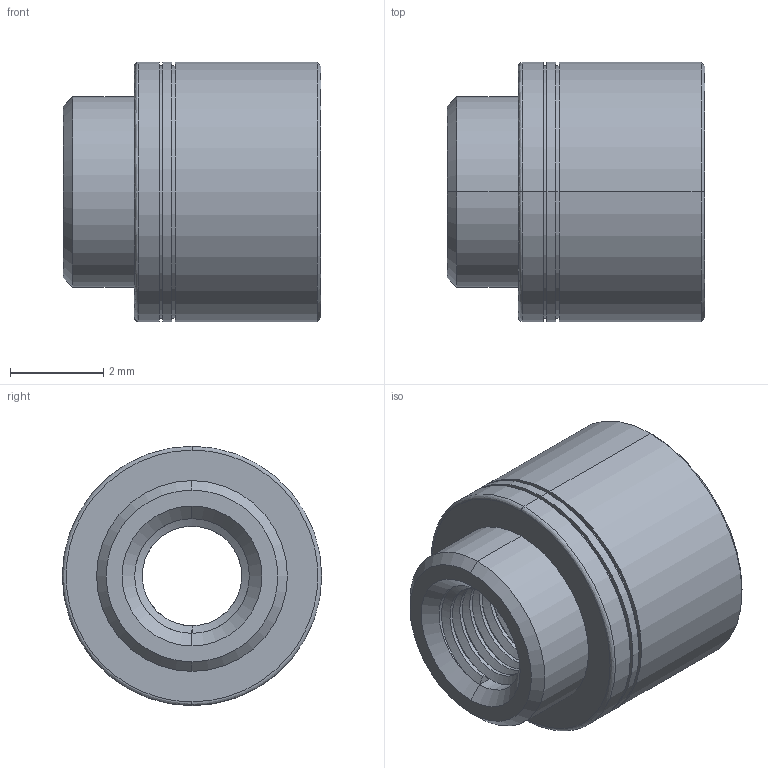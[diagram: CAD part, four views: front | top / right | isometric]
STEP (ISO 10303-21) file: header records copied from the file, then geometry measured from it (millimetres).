
FILE_DESCRIPTION (( 'STEP AP214' ), '1' );
FILE_NAME ('SMTSO-M3-4ET.STEP', '2024-05-14T11:53:44', ( '' ), ( '' ), 'SwSTEP 2.0', 'SolidWorks 2024', '' );
FILE_SCHEMA (( 'AUTOMOTIVE_DESIGN' ));
Length unit declared in the file: millimetre
Products named in the file (1): SMTSO-M3-4ET
Bounding box: 5.53 x 5.56 x 5.56 mm (x, y, z)
Volume: 92.8 mm3; surface area: 189.8 mm2
Topology: 1 solids, 7 shells, 185 faces, 481 edges, 315 vertices
Faces by surface type: plane 124, cylinder 48, cone 8, bspline 5
Entity records: 7297 total; most frequent: CARTESIAN_POINT 2901, ORIENTED_EDGE 962, DIRECTION 821, EDGE_CURVE 481, LINE 367, VECTOR 367, VERTEX_POINT 315, AXIS2_PLACEMENT_3D 227
